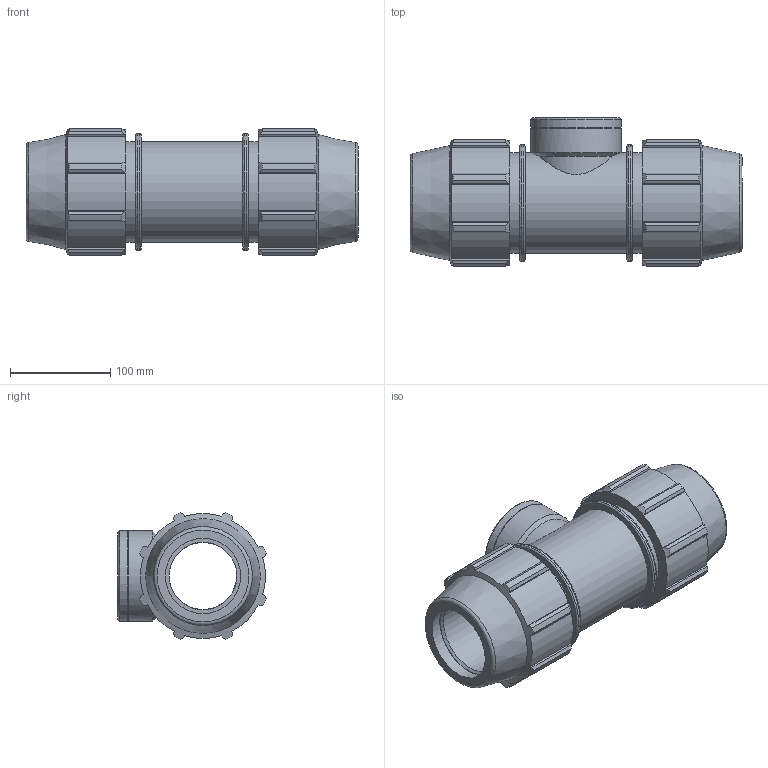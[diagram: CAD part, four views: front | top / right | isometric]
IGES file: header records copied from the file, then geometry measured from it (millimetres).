
Global section: file name: 0714060750250A.ipt; native system: Autodesk Inventor 2015; preprocessor: unknown; author: KIM; date: 20180325.201221; units: millimetre
Bounding box: 331 x 148.04 x 126.08 mm (x, y, z)
Volume: 1889030.2 mm3; surface area: 249129.8 mm2
Topology: 1 solids, 1 shells, 162 faces, 462 edges, 310 vertices
Faces by surface type: plane 81, cylinder 42, cone 24, revolution 15
Full cylindrical faces by diameter (mm): 90.282 x2, 100.5 x3, 116.58 x2
